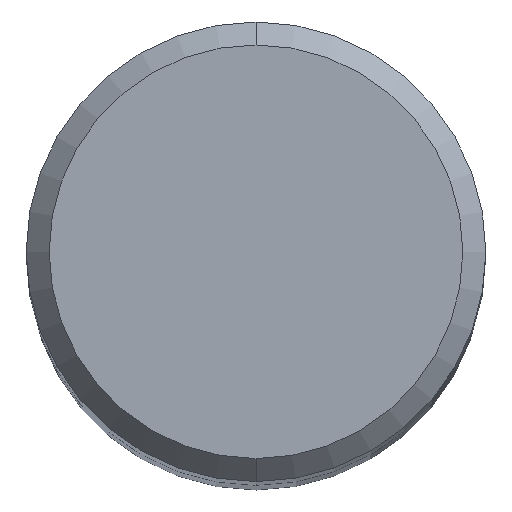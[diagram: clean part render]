
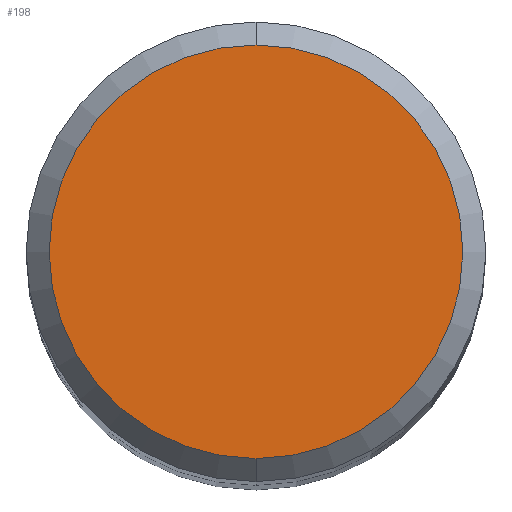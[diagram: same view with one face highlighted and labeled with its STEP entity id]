
A CAD part, top view. The second image highlights one B-rep face of the part: STEP entity #198.
In plain terms, the highlighted planar face has unit normal (0, 0, 1).
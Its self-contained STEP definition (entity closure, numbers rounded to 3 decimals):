
#198=ADVANCED_FACE('',(#502),#503,.T.);
#326=EDGE_CURVE('',#392,#350,#643,.T.);
#344=EDGE_CURVE('',#350,#392,#662,.T.);
#350=VERTEX_POINT('',#668);
#392=VERTEX_POINT('',#716);
#502=FACE_OUTER_BOUND('',#873,.T.);
#503=PLANE('',#874);
#643=CIRCLE('',#1179,5.4);
#662=CIRCLE('',#1254,5.4);
#668=CARTESIAN_POINT('',(0.,-5.4,0.0));
#716=CARTESIAN_POINT('',(0.0,5.4,0.0));
#873=EDGE_LOOP('',(#1518,#1519));
#874=AXIS2_PLACEMENT_3D('',#1520,#1521,#1522);
#1179=AXIS2_PLACEMENT_3D('',#1675,#1676,#1677);
#1254=AXIS2_PLACEMENT_3D('',#1691,#1692,#1693);
#1518=ORIENTED_EDGE('',*,*,#326,.F.);
#1519=ORIENTED_EDGE('',*,*,#344,.F.);
#1520=CARTESIAN_POINT('',(0.0,2.7,0.0));
#1521=DIRECTION('',(-0.0,0.0,1.0));
#1522=DIRECTION('',(0.0,-1.0,0.0));
#1675=CARTESIAN_POINT('',(0.0,0.0,0.0));
#1676=DIRECTION('',(0.0,0.0,-1.0));
#1677=DIRECTION('',(0.0,1.0,0.0));
#1691=CARTESIAN_POINT('',(0.0,0.0,0.0));
#1692=DIRECTION('',(0.0,0.0,-1.0));
#1693=DIRECTION('',(0.0,1.0,0.0));
